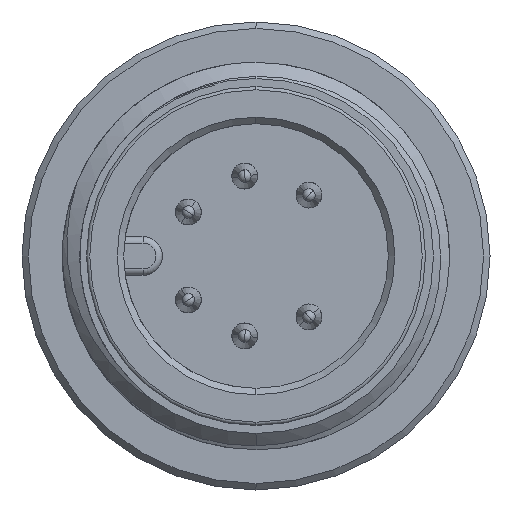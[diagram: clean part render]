
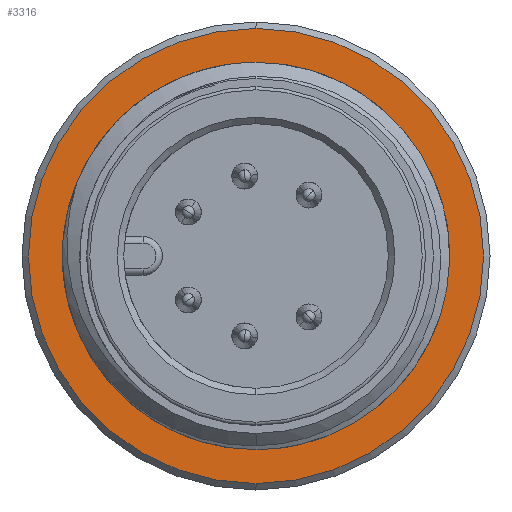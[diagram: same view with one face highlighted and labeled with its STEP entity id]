
A CAD part, left-side view. The second image highlights one B-rep face of the part: STEP entity #3316.
In plain terms, the highlighted planar face has unit normal (-1, 0, 0).
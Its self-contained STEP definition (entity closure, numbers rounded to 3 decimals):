
#138 = CARTESIAN_POINT ( 'NONE',  ( 7.3, 0., -6. ) ) ;
#322 = CIRCLE ( 'NONE', #3628, 7.05 ) ;
#351 = CARTESIAN_POINT ( 'NONE',  ( 7.3, 0., 0. ) ) ;
#361 = FACE_BOUND ( 'NONE', #5445, .T. ) ;
#474 = CARTESIAN_POINT ( 'NONE',  ( 7.3, 0., 0. ) ) ;
#696 = EDGE_CURVE ( 'NONE', #1979, #3024, #322, .T. ) ;
#785 = AXIS2_PLACEMENT_3D ( 'NONE', #351, #2171, #5279 ) ;
#803 = AXIS2_PLACEMENT_3D ( 'NONE', #474, #4036, #3203 ) ;
#958 = ORIENTED_EDGE ( 'NONE', *, *, #4427, .F. ) ;
#1140 = DIRECTION ( 'NONE',  ( 0., 0., 1. ) ) ;
#1196 = PLANE ( 'NONE',  #4553 ) ;
#1227 = DIRECTION ( 'NONE',  ( 1., 0., 0. ) ) ;
#1393 = EDGE_CURVE ( 'NONE', #3024, #1979, #5423, .T. ) ;
#1836 = CIRCLE ( 'NONE', #785, 6. ) ;
#1979 = VERTEX_POINT ( 'NONE', #5568 ) ;
#1993 = ORIENTED_EDGE ( 'NONE', *, *, #4741, .F. ) ;
#2171 = DIRECTION ( 'NONE',  ( -1., 0., 0. ) ) ;
#2200 = CARTESIAN_POINT ( 'NONE',  ( 7.3, 0., 6. ) ) ;
#2589 = CARTESIAN_POINT ( 'NONE',  ( 7.3, 6., 0. ) ) ;
#3024 = VERTEX_POINT ( 'NONE', #4840 ) ;
#3041 = CARTESIAN_POINT ( 'NONE',  ( 7.3, 0., 0. ) ) ;
#3202 = VERTEX_POINT ( 'NONE', #138 ) ;
#3203 = DIRECTION ( 'NONE',  ( 0., 0., -1. ) ) ;
#3316 = ADVANCED_FACE ( 'NONE', ( #5322, #361 ), #1196, .F. ) ;
#3394 = DIRECTION ( 'NONE',  ( -1., 0., 0. ) ) ;
#3548 = DIRECTION ( 'NONE',  ( 0., 0., -1. ) ) ;
#3628 = AXIS2_PLACEMENT_3D ( 'NONE', #3041, #4368, #3548 ) ;
#4036 = DIRECTION ( 'NONE',  ( -1., 0., 0. ) ) ;
#4238 = ORIENTED_EDGE ( 'NONE', *, *, #696, .T. ) ;
#4368 = DIRECTION ( 'NONE',  ( -1., 0., 0. ) ) ;
#4382 = DIRECTION ( 'NONE',  ( 0., 0., -1. ) ) ;
#4427 = EDGE_CURVE ( 'NONE', #5835, #3202, #1836, .T. ) ;
#4553 = AXIS2_PLACEMENT_3D ( 'NONE', #2589, #1227, #4382 ) ;
#4588 = EDGE_LOOP ( 'NONE', ( #5377, #4238 ) ) ;
#4741 = EDGE_CURVE ( 'NONE', #3202, #5835, #4940, .T. ) ;
#4840 = CARTESIAN_POINT ( 'NONE',  ( 7.3, 0., -7.05 ) ) ;
#4940 = CIRCLE ( 'NONE', #5601, 6. ) ;
#5279 = DIRECTION ( 'NONE',  ( 0., 0., 1. ) ) ;
#5322 = FACE_OUTER_BOUND ( 'NONE', #4588, .T. ) ;
#5377 = ORIENTED_EDGE ( 'NONE', *, *, #1393, .T. ) ;
#5423 = CIRCLE ( 'NONE', #803, 7.05 ) ;
#5445 = EDGE_LOOP ( 'NONE', ( #958, #1993 ) ) ;
#5568 = CARTESIAN_POINT ( 'NONE',  ( 7.3, 0., 7.05 ) ) ;
#5601 = AXIS2_PLACEMENT_3D ( 'NONE', #5602, #3394, #1140 ) ;
#5602 = CARTESIAN_POINT ( 'NONE',  ( 7.3, 0., 0. ) ) ;
#5835 = VERTEX_POINT ( 'NONE', #2200 ) ;
